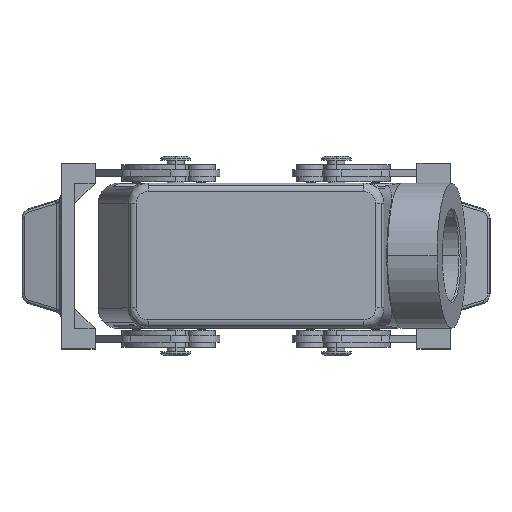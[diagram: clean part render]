
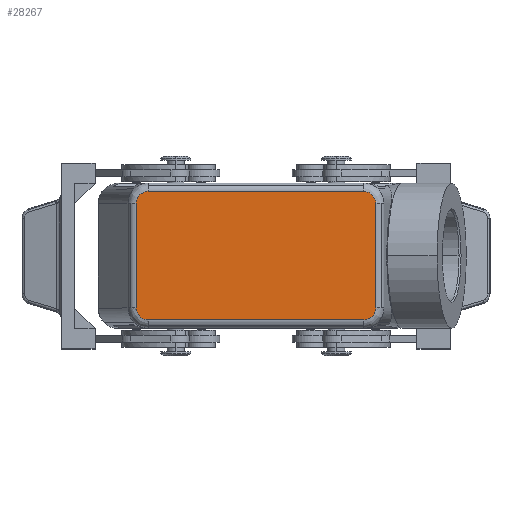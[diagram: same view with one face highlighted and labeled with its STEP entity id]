
A CAD part, top view. The second image highlights one B-rep face of the part: STEP entity #28267.
In plain terms, the highlighted planar face has unit normal (0, 0, 1).
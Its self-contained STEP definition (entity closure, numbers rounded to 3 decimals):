
#1744=CARTESIAN_POINT('',(-35.448,-15.5,76.0));
#1745=VERTEX_POINT('',#1744);
#1753=CARTESIAN_POINT('',(-35.448,15.5,76.0));
#1754=VERTEX_POINT('',#1753);
#1755=CARTESIAN_POINT('',(-35.448,-15.5,76.0));
#1756=DIRECTION('',(0.0,1.0,0.0));
#1757=VECTOR('',#1756,31.);
#1758=LINE('',#1755,#1757);
#1759=EDGE_CURVE('',#1745,#1754,#1758,.T.);
#28130=CARTESIAN_POINT('',(31.88,19.0,76.0));
#28131=VERTEX_POINT('',#28130);
#28139=CARTESIAN_POINT('',(35.448,15.5,76.0));
#28140=VERTEX_POINT('',#28139);
#28141=CARTESIAN_POINT('',(31.88,15.5,76.0));
#28142=DIRECTION('',(0.0,0.0,-1.0));
#28143=DIRECTION('',(1.0,0.0,0.0));
#28144=AXIS2_PLACEMENT_3D('',#28141,#28142,#28143);
#28145=ELLIPSE('',#28144,3.569,3.5);
#28146=EDGE_CURVE('',#28131,#28140,#28145,.T.);
#28200=CARTESIAN_POINT('',(35.448,-15.5,76.0));
#28201=VERTEX_POINT('',#28200);
#28202=CARTESIAN_POINT('',(35.448,15.5,76.0));
#28203=DIRECTION('',(0.0,-1.0,0.0));
#28204=VECTOR('',#28203,31.);
#28205=LINE('',#28202,#28204);
#28206=EDGE_CURVE('',#28140,#28201,#28205,.T.);
#28218=CARTESIAN_POINT('',(37.5,0.0,76.0));
#28219=DIRECTION('',(0.0,0.0,1.0));
#28220=DIRECTION('',(1.0,0.0,0.0));
#28221=AXIS2_PLACEMENT_3D('',#28218,#28219,#28220);
#28222=PLANE('',#28221);
#28223=ORIENTED_EDGE('',*,*,#28146,.F.);
#28224=CARTESIAN_POINT('',(-31.88,19.0,76.0));
#28225=VERTEX_POINT('',#28224);
#28226=CARTESIAN_POINT('',(-31.88,19.0,76.0));
#28227=DIRECTION('',(1.0,0.0,0.0));
#28228=VECTOR('',#28227,63.76);
#28229=LINE('',#28226,#28228);
#28230=EDGE_CURVE('',#28225,#28131,#28229,.T.);
#28231=ORIENTED_EDGE('',*,*,#28230,.F.);
#28232=CARTESIAN_POINT('',(-31.88,15.5,76.0));
#28233=DIRECTION('',(0.0,0.0,-1.0));
#28234=DIRECTION('',(-1.0,0.0,0.0));
#28235=AXIS2_PLACEMENT_3D('',#28232,#28233,#28234);
#28236=ELLIPSE('',#28235,3.569,3.5);
#28237=EDGE_CURVE('',#1754,#28225,#28236,.T.);
#28238=ORIENTED_EDGE('',*,*,#28237,.F.);
#28239=ORIENTED_EDGE('',*,*,#1759,.F.);
#28240=CARTESIAN_POINT('',(-31.88,-19.0,76.0));
#28241=VERTEX_POINT('',#28240);
#28242=CARTESIAN_POINT('',(-31.88,-15.5,76.0));
#28243=DIRECTION('',(0.0,0.0,-1.0));
#28244=DIRECTION('',(-1.0,0.0,0.0));
#28245=AXIS2_PLACEMENT_3D('',#28242,#28243,#28244);
#28246=ELLIPSE('',#28245,3.569,3.5);
#28247=EDGE_CURVE('',#28241,#1745,#28246,.T.);
#28248=ORIENTED_EDGE('',*,*,#28247,.F.);
#28249=CARTESIAN_POINT('',(31.88,-19.0,76.0));
#28250=VERTEX_POINT('',#28249);
#28251=CARTESIAN_POINT('',(31.88,-19.0,76.0));
#28252=DIRECTION('',(-1.0,0.0,0.0));
#28253=VECTOR('',#28252,63.76);
#28254=LINE('',#28251,#28253);
#28255=EDGE_CURVE('',#28250,#28241,#28254,.T.);
#28256=ORIENTED_EDGE('',*,*,#28255,.F.);
#28257=CARTESIAN_POINT('',(31.88,-15.5,76.0));
#28258=DIRECTION('',(0.0,0.0,-1.0));
#28259=DIRECTION('',(1.0,0.0,0.0));
#28260=AXIS2_PLACEMENT_3D('',#28257,#28258,#28259);
#28261=ELLIPSE('',#28260,3.569,3.5);
#28262=EDGE_CURVE('',#28201,#28250,#28261,.T.);
#28263=ORIENTED_EDGE('',*,*,#28262,.F.);
#28264=ORIENTED_EDGE('',*,*,#28206,.F.);
#28265=EDGE_LOOP('',(#28223,#28231,#28238,#28239,#28248,#28256,#28263,#28264));
#28266=FACE_OUTER_BOUND('',#28265,.T.);
#28267=ADVANCED_FACE('',(#28266),#28222,.T.);
